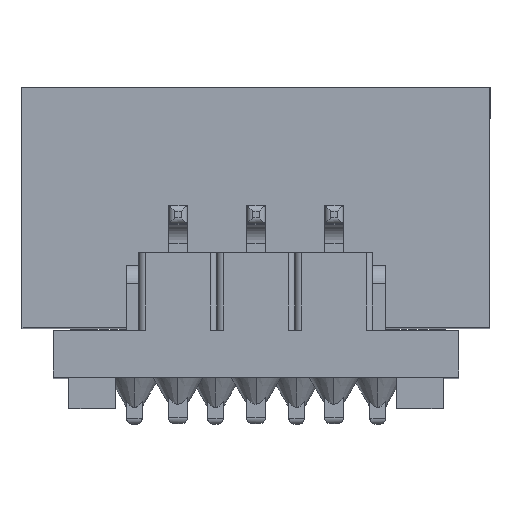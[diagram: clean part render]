
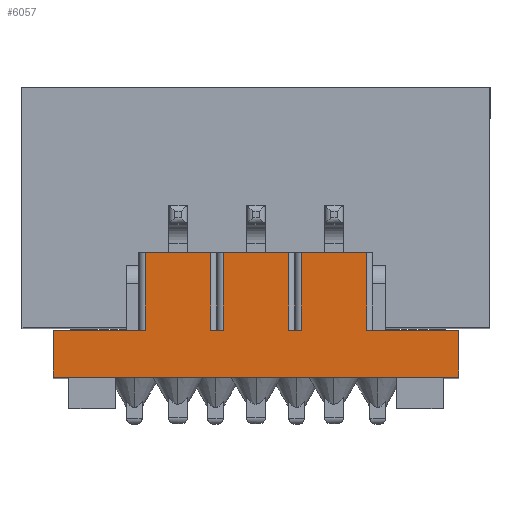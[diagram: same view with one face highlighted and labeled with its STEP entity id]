
A CAD part, top view. The second image highlights one B-rep face of the part: STEP entity #6057.
In plain terms, the highlighted planar face has unit normal (0, 0, 1).
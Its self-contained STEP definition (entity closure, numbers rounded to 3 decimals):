
#259 = CARTESIAN_POINT ( 'NONE',  ( 1.45, 4., 14. ) ) ;
#399 = EDGE_CURVE ( 'NONE', #19620, #17477, #12776, .T. ) ;
#436 = CARTESIAN_POINT ( 'NONE',  ( 6.5, 1.5, 14. ) ) ;
#511 = DIRECTION ( 'NONE',  ( 0., -1., 0. ) ) ;
#547 = ORIENTED_EDGE ( 'NONE', *, *, #18512, .F. ) ;
#570 = CARTESIAN_POINT ( 'NONE',  ( 1.45, 1.5, 14. ) ) ;
#663 = VERTEX_POINT ( 'NONE', #19785 ) ;
#783 = CARTESIAN_POINT ( 'NONE',  ( 3.55, 4., 14. ) ) ;
#858 = ORIENTED_EDGE ( 'NONE', *, *, #18007, .T. ) ;
#896 = CARTESIAN_POINT ( 'NONE',  ( 3.55, 4., 14. ) ) ;
#1075 = DIRECTION ( 'NONE',  ( 1., 0., 0. ) ) ;
#1449 = EDGE_CURVE ( 'NONE', #12580, #17132, #17755, .T. ) ;
#1477 = VECTOR ( 'NONE', #1075, 1000. ) ;
#1560 = FACE_OUTER_BOUND ( 'NONE', #23474, .T. ) ;
#2062 = EDGE_CURVE ( 'NONE', #4472, #663, #23410, .T. ) ;
#2601 = DIRECTION ( 'NONE',  ( 1., 0., 0. ) ) ;
#2839 = VECTOR ( 'NONE', #7998, 1000. ) ;
#3079 = CARTESIAN_POINT ( 'NONE',  ( -1.05, 4., 14. ) ) ;
#3185 = LINE ( 'NONE', #14326, #21852 ) ;
#3284 = CARTESIAN_POINT ( 'NONE',  ( 1.05, 4., 14. ) ) ;
#4049 = CARTESIAN_POINT ( 'NONE',  ( 6.5, 1.5, 14. ) ) ;
#4472 = VERTEX_POINT ( 'NONE', #8112 ) ;
#4967 = VERTEX_POINT ( 'NONE', #436 ) ;
#5187 = VECTOR ( 'NONE', #21318, 1000. ) ;
#5428 = DIRECTION ( 'NONE',  ( 1., 0., 0. ) ) ;
#5494 = VERTEX_POINT ( 'NONE', #10111 ) ;
#5517 = ORIENTED_EDGE ( 'NONE', *, *, #2062, .T. ) ;
#5655 = VERTEX_POINT ( 'NONE', #3079 ) ;
#5878 = VERTEX_POINT ( 'NONE', #22977 ) ;
#5961 = DIRECTION ( 'NONE',  ( 1., 0., 0. ) ) ;
#5977 = CARTESIAN_POINT ( 'NONE',  ( 3.55, 4., 14. ) ) ;
#6057 = ADVANCED_FACE ( 'NONE', ( #1560 ), #22340, .F. ) ;
#6154 = LINE ( 'NONE', #10137, #13047 ) ;
#6170 = ORIENTED_EDGE ( 'NONE', *, *, #23643, .F. ) ;
#6174 = LINE ( 'NONE', #17421, #13952 ) ;
#6539 = VECTOR ( 'NONE', #2601, 1000. ) ;
#6611 = CARTESIAN_POINT ( 'NONE',  ( -1.05, 4., 14. ) ) ;
#7361 = EDGE_CURVE ( 'NONE', #4472, #15518, #6174, .T. ) ;
#7420 = LINE ( 'NONE', #11411, #13074 ) ;
#7454 = EDGE_CURVE ( 'NONE', #4967, #19378, #13666, .T. ) ;
#7615 = EDGE_CURVE ( 'NONE', #9852, #15518, #22058, .T. ) ;
#7617 = VECTOR ( 'NONE', #10428, 1000. ) ;
#7795 = DIRECTION ( 'NONE',  ( 1., 0., 0. ) ) ;
#7998 = DIRECTION ( 'NONE',  ( 0., -1., 0. ) ) ;
#8112 = CARTESIAN_POINT ( 'NONE',  ( -6.5, 1.5, 14. ) ) ;
#8161 = VECTOR ( 'NONE', #13033, 1000. ) ;
#8285 = ORIENTED_EDGE ( 'NONE', *, *, #1449, .F. ) ;
#8498 = VECTOR ( 'NONE', #511, 1000. ) ;
#8658 = EDGE_CURVE ( 'NONE', #17477, #13459, #22729, .T. ) ;
#8811 = CARTESIAN_POINT ( 'NONE',  ( 6.5, 0., 14. ) ) ;
#9435 = CARTESIAN_POINT ( 'NONE',  ( -3.55, 4., 14. ) ) ;
#9449 = ORIENTED_EDGE ( 'NONE', *, *, #399, .F. ) ;
#9725 = LINE ( 'NONE', #5977, #22842 ) ;
#9852 = VERTEX_POINT ( 'NONE', #9435 ) ;
#9980 = VECTOR ( 'NONE', #5961, 1000. ) ;
#10046 = VERTEX_POINT ( 'NONE', #896 ) ;
#10111 = CARTESIAN_POINT ( 'NONE',  ( -1.45, 4., 14. ) ) ;
#10137 = CARTESIAN_POINT ( 'NONE',  ( -1.45, 4., 14. ) ) ;
#10428 = DIRECTION ( 'NONE',  ( 1., 0., 0. ) ) ;
#10461 = EDGE_CURVE ( 'NONE', #5655, #17132, #15624, .T. ) ;
#11340 = ORIENTED_EDGE ( 'NONE', *, *, #13715, .F. ) ;
#11352 = ORIENTED_EDGE ( 'NONE', *, *, #7615, .T. ) ;
#11411 = CARTESIAN_POINT ( 'NONE',  ( -6.5, 1.5, 14. ) ) ;
#11748 = CARTESIAN_POINT ( 'NONE',  ( -6.5, 1.5, 14. ) ) ;
#11913 = CARTESIAN_POINT ( 'NONE',  ( -1.45, 4., 14. ) ) ;
#12273 = CARTESIAN_POINT ( 'NONE',  ( -6.5, 1.5, 14. ) ) ;
#12580 = VERTEX_POINT ( 'NONE', #21947 ) ;
#12776 = LINE ( 'NONE', #3284, #8161 ) ;
#13033 = DIRECTION ( 'NONE',  ( 0., -1., 0. ) ) ;
#13047 = VECTOR ( 'NONE', #13764, 1000. ) ;
#13074 = VECTOR ( 'NONE', #5428, 1000. ) ;
#13356 = EDGE_CURVE ( 'NONE', #10046, #5878, #9725, .T. ) ;
#13459 = VERTEX_POINT ( 'NONE', #570 ) ;
#13666 = LINE ( 'NONE', #4049, #5187 ) ;
#13715 = EDGE_CURVE ( 'NONE', #9852, #5494, #23178, .T. ) ;
#13764 = DIRECTION ( 'NONE',  ( 0., -1., 0. ) ) ;
#13952 = VECTOR ( 'NONE', #15790, 1000. ) ;
#14032 = DIRECTION ( 'NONE',  ( 0., -1., 0. ) ) ;
#14326 = CARTESIAN_POINT ( 'NONE',  ( -6.5, 0., 14. ) ) ;
#14832 = DIRECTION ( 'NONE',  ( -1., 0., 0. ) ) ;
#15099 = EDGE_CURVE ( 'NONE', #5494, #12580, #6154, .T. ) ;
#15518 = VERTEX_POINT ( 'NONE', #17746 ) ;
#15624 = LINE ( 'NONE', #15866, #2839 ) ;
#15790 = DIRECTION ( 'NONE',  ( 1., 0., 0. ) ) ;
#15866 = CARTESIAN_POINT ( 'NONE',  ( -1.05, 4., 14. ) ) ;
#16329 = DIRECTION ( 'NONE',  ( 1., 0., 0. ) ) ;
#16409 = DIRECTION ( 'NONE',  ( 0., -1., 0. ) ) ;
#16525 = CARTESIAN_POINT ( 'NONE',  ( 1.05, 4., 14. ) ) ;
#16559 = EDGE_CURVE ( 'NONE', #5655, #19620, #23739, .T. ) ;
#16994 = VECTOR ( 'NONE', #7795, 1000. ) ;
#17132 = VERTEX_POINT ( 'NONE', #22346 ) ;
#17421 = CARTESIAN_POINT ( 'NONE',  ( -6.5, 1.5, 14. ) ) ;
#17477 = VERTEX_POINT ( 'NONE', #21059 ) ;
#17746 = CARTESIAN_POINT ( 'NONE',  ( -3.55, 1.5, 14. ) ) ;
#17755 = LINE ( 'NONE', #11748, #6539 ) ;
#18007 = EDGE_CURVE ( 'NONE', #663, #19378, #3185, .T. ) ;
#18149 = ORIENTED_EDGE ( 'NONE', *, *, #7454, .F. ) ;
#18512 = EDGE_CURVE ( 'NONE', #5878, #4967, #7420, .T. ) ;
#18583 = DIRECTION ( 'NONE',  ( 0., 0., -1. ) ) ;
#18993 = ORIENTED_EDGE ( 'NONE', *, *, #19565, .T. ) ;
#19115 = VECTOR ( 'NONE', #14032, 1000. ) ;
#19378 = VERTEX_POINT ( 'NONE', #8811 ) ;
#19408 = ORIENTED_EDGE ( 'NONE', *, *, #13356, .F. ) ;
#19565 = EDGE_CURVE ( 'NONE', #22262, #13459, #19686, .T. ) ;
#19620 = VERTEX_POINT ( 'NONE', #16525 ) ;
#19686 = LINE ( 'NONE', #259, #19115 ) ;
#19785 = CARTESIAN_POINT ( 'NONE',  ( -6.5, 0., 14. ) ) ;
#20179 = CARTESIAN_POINT ( 'NONE',  ( -3.55, 4., 14. ) ) ;
#20197 = LINE ( 'NONE', #783, #7617 ) ;
#20335 = AXIS2_PLACEMENT_3D ( 'NONE', #20350, #18583, #14832 ) ;
#20350 = CARTESIAN_POINT ( 'NONE',  ( -6.5, 1.5, 14. ) ) ;
#20370 = VECTOR ( 'NONE', #16409, 1000. ) ;
#20743 = CARTESIAN_POINT ( 'NONE',  ( -6.5, 1.5, 14. ) ) ;
#21059 = CARTESIAN_POINT ( 'NONE',  ( 1.05, 1.5, 14. ) ) ;
#21318 = DIRECTION ( 'NONE',  ( 0., -1., 0. ) ) ;
#21852 = VECTOR ( 'NONE', #16329, 1000. ) ;
#21947 = CARTESIAN_POINT ( 'NONE',  ( -1.45, 1.5, 14. ) ) ;
#22058 = LINE ( 'NONE', #20179, #20370 ) ;
#22262 = VERTEX_POINT ( 'NONE', #24195 ) ;
#22340 = PLANE ( 'NONE',  #20335 ) ;
#22346 = CARTESIAN_POINT ( 'NONE',  ( -1.05, 1.5, 14. ) ) ;
#22729 = LINE ( 'NONE', #20743, #9980 ) ;
#22842 = VECTOR ( 'NONE', #23240, 1000. ) ;
#22977 = CARTESIAN_POINT ( 'NONE',  ( 3.55, 1.5, 14. ) ) ;
#23178 = LINE ( 'NONE', #11913, #16994 ) ;
#23240 = DIRECTION ( 'NONE',  ( 0., -1., 0. ) ) ;
#23338 = ORIENTED_EDGE ( 'NONE', *, *, #8658, .F. ) ;
#23349 = ORIENTED_EDGE ( 'NONE', *, *, #7361, .F. ) ;
#23410 = LINE ( 'NONE', #12273, #8498 ) ;
#23474 = EDGE_LOOP ( 'NONE', ( #858, #18149, #547, #19408, #6170, #18993, #23338, #9449, #24514, #24230, #8285, #23566, #11340, #11352, #23349, #5517 ) ) ;
#23566 = ORIENTED_EDGE ( 'NONE', *, *, #15099, .F. ) ;
#23643 = EDGE_CURVE ( 'NONE', #22262, #10046, #20197, .T. ) ;
#23739 = LINE ( 'NONE', #6611, #1477 ) ;
#24195 = CARTESIAN_POINT ( 'NONE',  ( 1.45, 4., 14. ) ) ;
#24230 = ORIENTED_EDGE ( 'NONE', *, *, #10461, .T. ) ;
#24514 = ORIENTED_EDGE ( 'NONE', *, *, #16559, .F. ) ;
